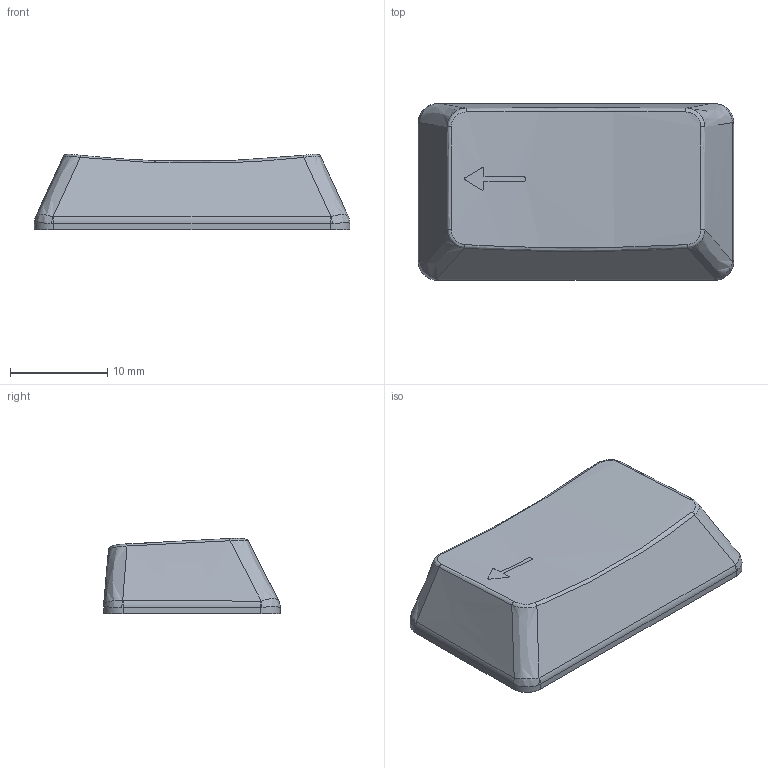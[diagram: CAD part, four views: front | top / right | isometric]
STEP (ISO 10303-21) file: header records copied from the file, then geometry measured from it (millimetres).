
FILE_DESCRIPTION(/* description */ (''),/* implementation_level */ '2;1');
FILE_NAME(/* name */ 'Row_2_1.75u_Backspace_arrow_icon_only.step',/* time_stamp */ '2023-02-11T02:20:18-06:00',/* author */ (''),/* organization */ (''),/* preprocessor_version */ 'ST-DEVELOPER v19.2',/* originating_system */ 'Autodesk Translation Framework v11.17.0.187',/* authorisation */ '');
FILE_SCHEMA (('AUTOMOTIVE_DESIGN { 1 0 10303 214 3 1 1 }'));
Length unit declared in the file: millimetre
Products named in the file (1): Row_2_1.75u_Backspace_arrow_icon_only
Bounding box: 32.45 x 18.16 x 7.74 mm (x, y, z)
Volume: 880.1 mm3; surface area: 2241 mm2
Topology: 1 solids, 1 shells, 91 faces, 232 edges, 147 vertices
Faces by surface type: bspline 52, plane 26, cylinder 13
Full cylindrical faces by diameter (mm): 5.5 x1
Entity records: 4036 total; most frequent: CARTESIAN_POINT 2147, ORIENTED_EDGE 464, DIRECTION 236, EDGE_CURVE 232, VERTEX_POINT 147, B_SPLINE_CURVE_WITH_KNOTS 124, EDGE_LOOP 95, FACE_OUTER_BOUND 91
